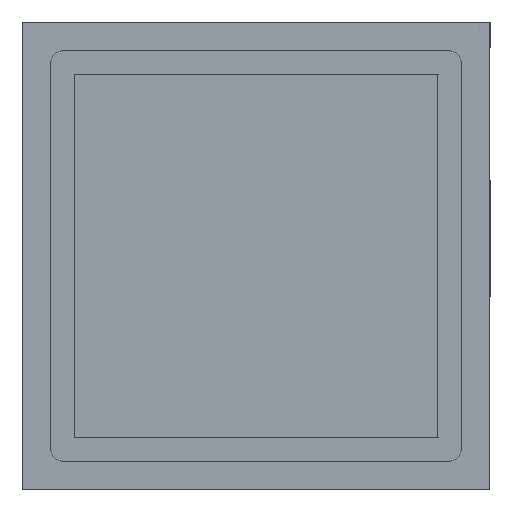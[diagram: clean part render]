
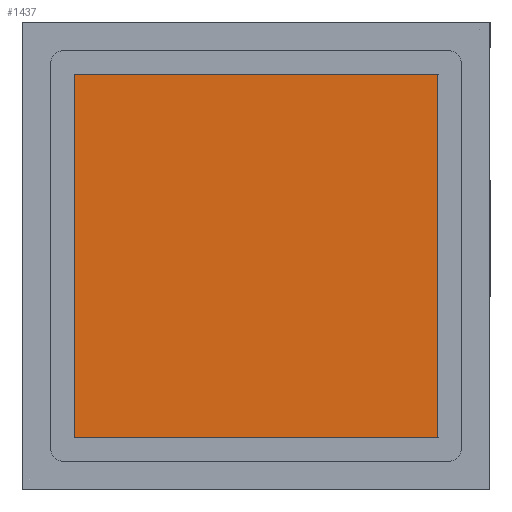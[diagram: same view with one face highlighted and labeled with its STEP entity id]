
A CAD part, front view. The second image highlights one B-rep face of the part: STEP entity #1437.
In plain terms, the highlighted planar face has unit normal (0, -1, 0).
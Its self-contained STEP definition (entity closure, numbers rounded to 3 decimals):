
#112 = FACE_OUTER_BOUND ( 'NONE', #1142, .T. ) ;
#142 = VECTOR ( 'NONE', #360, 1000. ) ;
#216 = ORIENTED_EDGE ( 'NONE', *, *, #1054, .T. ) ;
#360 = DIRECTION ( 'NONE',  ( 1., 0., 0. ) ) ;
#484 = VECTOR ( 'NONE', #2984, 1000. ) ;
#504 = CARTESIAN_POINT ( 'NONE',  ( 15.75, 0., -15.75 ) ) ;
#654 = VERTEX_POINT ( 'NONE', #2747 ) ;
#733 = PLANE ( 'NONE',  #856 ) ;
#804 = LINE ( 'NONE', #1310, #2535 ) ;
#856 = AXIS2_PLACEMENT_3D ( 'NONE', #2824, #1429, #2376 ) ;
#1054 = EDGE_CURVE ( 'NONE', #1424, #2296, #2185, .T. ) ;
#1142 = EDGE_LOOP ( 'NONE', ( #216, #1840, #2785, #2123 ) ) ;
#1204 = VERTEX_POINT ( 'NONE', #1441 ) ;
#1297 = LINE ( 'NONE', #1563, #484 ) ;
#1310 = CARTESIAN_POINT ( 'NONE',  ( 15.75, 0., 15.75 ) ) ;
#1424 = VERTEX_POINT ( 'NONE', #1926 ) ;
#1429 = DIRECTION ( 'NONE',  ( 0., -1., 0. ) ) ;
#1437 = ADVANCED_FACE ( 'NONE', ( #112 ), #733, .T. ) ;
#1441 = CARTESIAN_POINT ( 'NONE',  ( -15.75, 0., -15.75 ) ) ;
#1554 = DIRECTION ( 'NONE',  ( -1., 0., 0. ) ) ;
#1563 = CARTESIAN_POINT ( 'NONE',  ( -15.75, 0., 15.75 ) ) ;
#1840 = ORIENTED_EDGE ( 'NONE', *, *, #2736, .T. ) ;
#1926 = CARTESIAN_POINT ( 'NONE',  ( 15.75, 0., -15.75 ) ) ;
#2123 = ORIENTED_EDGE ( 'NONE', *, *, #2158, .T. ) ;
#2158 = EDGE_CURVE ( 'NONE', #1204, #1424, #2795, .T. ) ;
#2185 = LINE ( 'NONE', #504, #2762 ) ;
#2296 = VERTEX_POINT ( 'NONE', #2705 ) ;
#2376 = DIRECTION ( 'NONE',  ( 0., 0., -1. ) ) ;
#2396 = DIRECTION ( 'NONE',  ( 0., 0., 1. ) ) ;
#2472 = CARTESIAN_POINT ( 'NONE',  ( -15.75, 0., -15.75 ) ) ;
#2535 = VECTOR ( 'NONE', #1554, 1000. ) ;
#2705 = CARTESIAN_POINT ( 'NONE',  ( 15.75, 0., 15.75 ) ) ;
#2736 = EDGE_CURVE ( 'NONE', #2296, #654, #804, .T. ) ;
#2747 = CARTESIAN_POINT ( 'NONE',  ( -15.75, 0., 15.75 ) ) ;
#2762 = VECTOR ( 'NONE', #2396, 1000. ) ;
#2785 = ORIENTED_EDGE ( 'NONE', *, *, #2998, .T. ) ;
#2795 = LINE ( 'NONE', #2472, #142 ) ;
#2824 = CARTESIAN_POINT ( 'NONE',  ( 0., 0., 0. ) ) ;
#2984 = DIRECTION ( 'NONE',  ( 0., 0., -1. ) ) ;
#2998 = EDGE_CURVE ( 'NONE', #654, #1204, #1297, .T. ) ;
